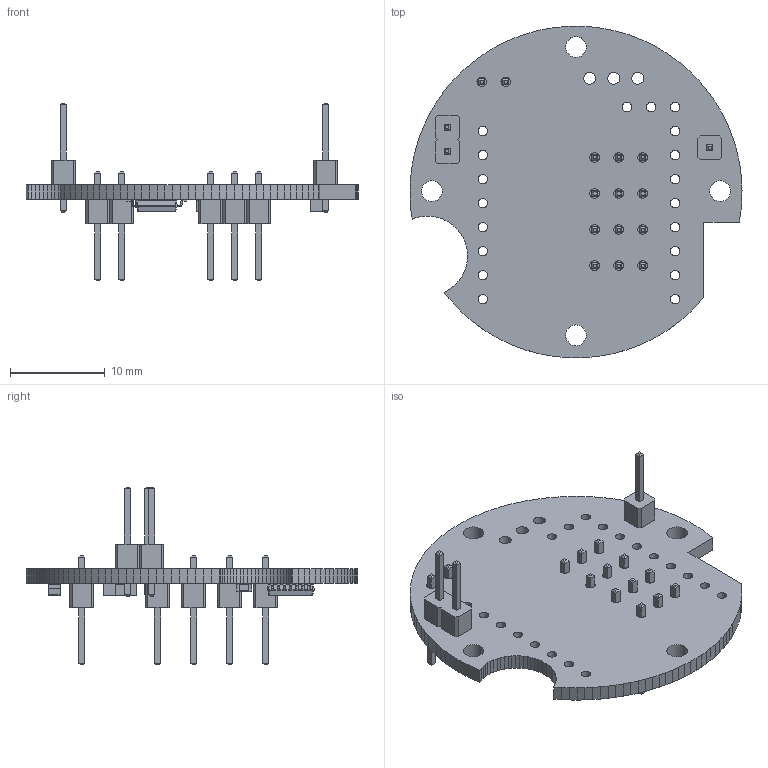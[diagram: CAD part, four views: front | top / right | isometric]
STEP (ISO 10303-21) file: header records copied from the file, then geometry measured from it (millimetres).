
FILE_DESCRIPTION(('KiCad electronic assembly'),'2;1');
FILE_NAME('tiny_rocket_av_bay.step','2023-11-05T14:33:30',('Pcbnew'),( 'Kicad'),'Open CASCADE STEP processor 7.7','KiCad to STEP converter' ,'Unknown');
FILE_SCHEMA(('AUTOMOTIVE_DESIGN { 1 0 10303 214 1 1 1 1 }'));
Length unit declared in the file: millimetre
Products named in the file (18): tiny_rocket_av_bay 1; PinHeader_1x02_P2.54mm_Vertical; SOLID; PinHeader_1x01_P2.54mm_Vertical; PinHeader_1x03_P2.54mm_Vertical; C_0805_2012Metric; C_0603_1608Metric; R_0603_1608Metric; HTSSOP-14-1EP_4.4x5mm_P0.65mm_EP3.4x5mm_Mask3x3.1mm; LED_0805_2012Metric; tiny_rocket_av_bay PCB
Assembly tree (25 placements, depth 3):
  tiny_rocket_av_bay 1
    PinHeader_1x02_P2.54mm_Vertical  x2
      SOLID
    PinHeader_1x01_P2.54mm_Vertical
      SOLID
    PinHeader_1x03_P2.54mm_Vertical  x4
      SOLID
    C_0805_2012Metric  x4
      SOLID
    C_0603_1608Metric  x2
      SOLID
    R_0603_1608Metric
      SOLID
    HTSSOP-14-1EP_4.4x5mm_P0.65mm_EP3.4x5mm_Mask3x3.1mm
      SOLID
    LED_0805_2012Metric
      SOLID
    tiny_rocket_av_bay PCB
Bounding box: 35.11 x 35.06 x 18.76 mm (x, y, z)
Volume: 1749.3 mm3; surface area: 3231.2 mm2
Topology: 17 solids, 17 shells, 1121 faces, 2886 edges, 1848 vertices
Faces by surface type: plane 895, cylinder 188, bspline 38
Full cylindrical faces by diameter (mm): 0.5 x1, 1 x36, 1.27 x3, 2.2 x4
Entity records: 52360 total; most frequent: CARTESIAN_POINT 9311, DIRECTION 7226, LINE 5134, VECTOR 5134, ORIENTED_EDGE 3872, PCURVE 3872, DEFINITIONAL_REPRESENTATION 3872, EDGE_CURVE 1936
